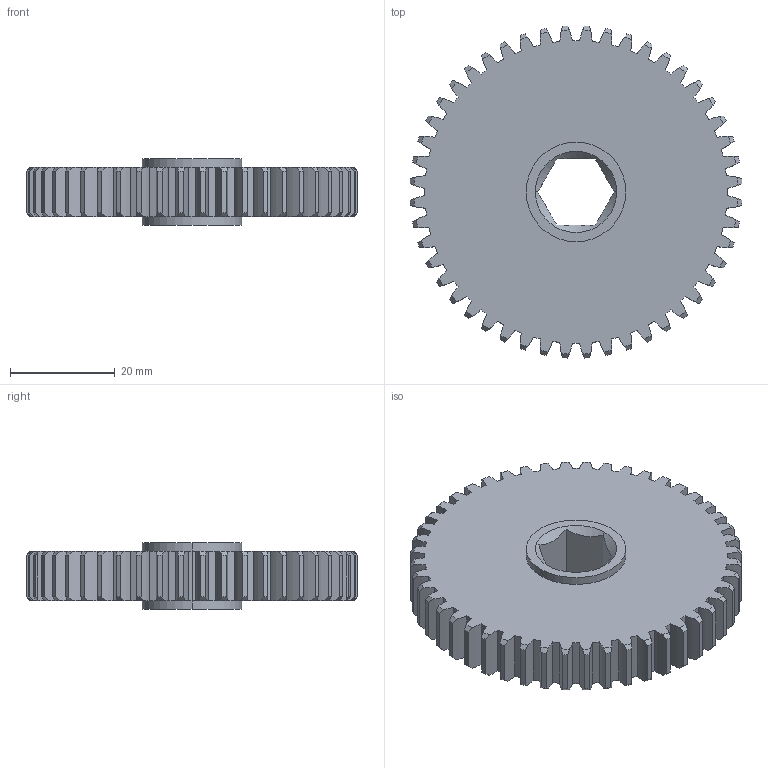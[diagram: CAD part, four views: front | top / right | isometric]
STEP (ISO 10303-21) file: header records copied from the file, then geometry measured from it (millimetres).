
FILE_DESCRIPTION (( 'STEP AP203' ), '1' );
FILE_NAME ('am-4714 48T 20DP 500hex 375 FW.STEP', '2022-05-23T17:03:54', ( '' ), ( '' ), 'SwSTEP 2.0', 'SolidWorks 2021', '' );
FILE_SCHEMA (( 'CONFIG_CONTROL_DESIGN' ));
Length unit declared in the file: inch
Products named in the file (1): am-4714 48T 20DP 500hex 375 FW
Bounding box: 63.42 x 63.42 x 12.7 mm (x, y, z)
Volume: 26428.1 mm3; surface area: 9863 mm2
Topology: 1 solids, 1 shells, 311 faces, 917 edges, 610 vertices
Faces by surface type: cylinder 201, cone 100, plane 10
Entity records: 11040 total; most frequent: CARTESIAN_POINT 2575, ORIENTED_EDGE 1834, DIRECTION 1831, EDGE_CURVE 917, AXIS2_PLACEMENT_3D 810, VERTEX_POINT 610, CIRCLE 498, EDGE_LOOP 315
